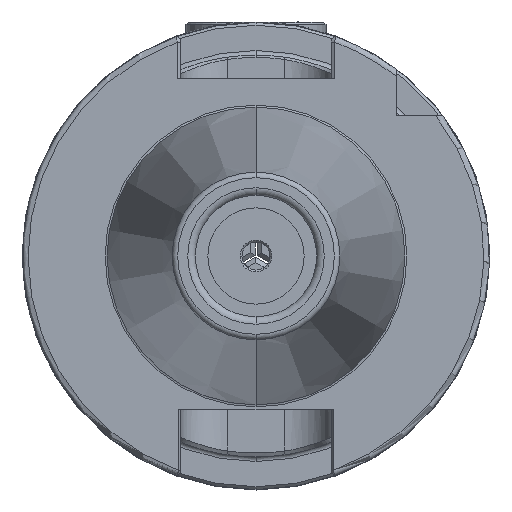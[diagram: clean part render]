
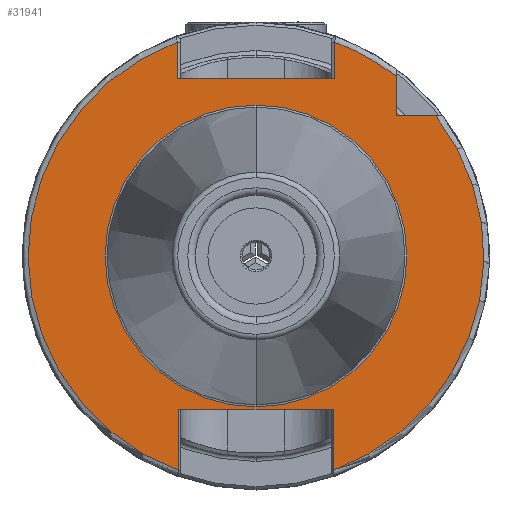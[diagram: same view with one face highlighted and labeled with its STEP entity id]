
A CAD part, front view. The second image highlights one B-rep face of the part: STEP entity #31941.
In plain terms, the highlighted planar face has unit normal (0, -1, 0).
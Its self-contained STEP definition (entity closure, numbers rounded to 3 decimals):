
#590 = VERTEX_POINT ( 'NONE', #18850 ) ;
#702 = VERTEX_POINT ( 'NONE', #35597 ) ;
#741 = ORIENTED_EDGE ( 'NONE', *, *, #28883, .T. ) ;
#1217 = CARTESIAN_POINT ( 'NONE',  ( 8.288, 0., -22.949 ) ) ;
#1662 = DIRECTION ( 'NONE',  ( 0., 1., 0. ) ) ;
#1848 = CARTESIAN_POINT ( 'NONE',  ( 0., 0., 16.15 ) ) ;
#2554 = LINE ( 'NONE', #9261, #35060 ) ;
#2961 = VERTEX_POINT ( 'NONE', #17075 ) ;
#3520 = DIRECTION ( 'NONE',  ( 0., 1., 0. ) ) ;
#3562 = LINE ( 'NONE', #16365, #11943 ) ;
#4450 = CARTESIAN_POINT ( 'NONE',  ( -8.434, 0., 23.034 ) ) ;
#4733 = AXIS2_PLACEMENT_3D ( 'NONE', #18501, #40416, #21697 ) ;
#5003 = CARTESIAN_POINT ( 'NONE',  ( 0., 0., -16.15 ) ) ;
#5086 = LINE ( 'NONE', #4450, #7040 ) ;
#5095 = AXIS2_PLACEMENT_3D ( 'NONE', #15012, #37077, #18267 ) ;
#5307 = CARTESIAN_POINT ( 'NONE',  ( -8.434, 0., 22.896 ) ) ;
#5398 = VERTEX_POINT ( 'NONE', #1217 ) ;
#5493 = CIRCLE ( 'NONE', #5095, 16.15 ) ;
#5775 = LINE ( 'NONE', #25109, #39264 ) ;
#6393 = FACE_BOUND ( 'NONE', #21766, .T. ) ;
#6511 = CARTESIAN_POINT ( 'NONE',  ( -8.05, 0., 19. ) ) ;
#6951 = ORIENTED_EDGE ( 'NONE', *, *, #16026, .T. ) ;
#7040 = VECTOR ( 'NONE', #13922, 1000. ) ;
#9004 = VERTEX_POINT ( 'NONE', #24416 ) ;
#9261 = CARTESIAN_POINT ( 'NONE',  ( 15., 0., 15. ) ) ;
#9327 = VECTOR ( 'NONE', #9588, 1000. ) ;
#9412 = CARTESIAN_POINT ( 'NONE',  ( 15., 0., 0. ) ) ;
#9588 = DIRECTION ( 'NONE',  ( 0., 0., 1. ) ) ;
#9737 = CARTESIAN_POINT ( 'NONE',  ( 8.288, 0., 0. ) ) ;
#10908 = CIRCLE ( 'NONE', #22255, 24.4 ) ;
#11203 = DIRECTION ( 'NONE',  ( 0., 0., 1. ) ) ;
#11346 = LINE ( 'NONE', #9412, #9327 ) ;
#11893 = EDGE_CURVE ( 'NONE', #702, #33915, #11346, .T. ) ;
#11943 = VECTOR ( 'NONE', #25729, 1000. ) ;
#13830 = ORIENTED_EDGE ( 'NONE', *, *, #16345, .F. ) ;
#13922 = DIRECTION ( 'NONE',  ( 0., 0., 1. ) ) ;
#14585 = AXIS2_PLACEMENT_3D ( 'NONE', #16717, #38729, #19952 ) ;
#15012 = CARTESIAN_POINT ( 'NONE',  ( 0., 0., 0. ) ) ;
#15066 = CARTESIAN_POINT ( 'NONE',  ( 8.434, 0., 19. ) ) ;
#15249 = EDGE_CURVE ( 'NONE', #9004, #28103, #30612, .T. ) ;
#15504 = LINE ( 'NONE', #9737, #23993 ) ;
#15591 = DIRECTION ( 'NONE',  ( 1., 0., 0. ) ) ;
#15850 = ORIENTED_EDGE ( 'NONE', *, *, #21340, .F. ) ;
#16026 = EDGE_CURVE ( 'NONE', #9004, #2961, #31560, .T. ) ;
#16029 = CARTESIAN_POINT ( 'NONE',  ( 16.15, 0., 0. ) ) ;
#16345 = EDGE_CURVE ( 'NONE', #37615, #5398, #10908, .T. ) ;
#16365 = CARTESIAN_POINT ( 'NONE',  ( -8.05, 0., -16.4 ) ) ;
#16558 = DIRECTION ( 'NONE',  ( 0., 1., 0. ) ) ;
#16717 = CARTESIAN_POINT ( 'NONE',  ( 0., 0., 0. ) ) ;
#17075 = CARTESIAN_POINT ( 'NONE',  ( -8.288, 0., -16.4 ) ) ;
#17282 = ORIENTED_EDGE ( 'NONE', *, *, #34031, .F. ) ;
#17518 = ORIENTED_EDGE ( 'NONE', *, *, #30202, .T. ) ;
#17775 = ORIENTED_EDGE ( 'NONE', *, *, #29685, .F. ) ;
#18267 = DIRECTION ( 'NONE',  ( 0., 0., 1. ) ) ;
#18501 = CARTESIAN_POINT ( 'NONE',  ( 0., 0., 0. ) ) ;
#18600 = CIRCLE ( 'NONE', #14585, 24.4 ) ;
#18756 = CARTESIAN_POINT ( 'NONE',  ( -8.434, 0., 19. ) ) ;
#18850 = CARTESIAN_POINT ( 'NONE',  ( 8.288, 0., -16.4 ) ) ;
#19952 = DIRECTION ( 'NONE',  ( 0., 0., 1. ) ) ;
#20343 = EDGE_CURVE ( 'NONE', #36653, #31270, #5775, .T. ) ;
#20613 = CARTESIAN_POINT ( 'NONE',  ( 0., 0., 0. ) ) ;
#21340 = EDGE_CURVE ( 'NONE', #36653, #33915, #18600, .T. ) ;
#21697 = DIRECTION ( 'NONE',  ( 0., 0., 1. ) ) ;
#21766 = EDGE_LOOP ( 'NONE', ( #37417, #17518 ) ) ;
#22255 = AXIS2_PLACEMENT_3D ( 'NONE', #20613, #1662, #23781 ) ;
#22439 = CARTESIAN_POINT ( 'NONE',  ( 8.434, 0., 22.896 ) ) ;
#23004 = VERTEX_POINT ( 'NONE', #1848 ) ;
#23193 = ORIENTED_EDGE ( 'NONE', *, *, #28407, .T. ) ;
#23333 = VECTOR ( 'NONE', #11203, 1000. ) ;
#23781 = DIRECTION ( 'NONE',  ( 0., 0., 1. ) ) ;
#23993 = VECTOR ( 'NONE', #31746, 1000. ) ;
#24021 = EDGE_CURVE ( 'NONE', #23004, #39131, #29735, .T. ) ;
#24416 = CARTESIAN_POINT ( 'NONE',  ( -8.288, 0., -22.949 ) ) ;
#25109 = CARTESIAN_POINT ( 'NONE',  ( 8.434, 0., 19. ) ) ;
#25376 = ORIENTED_EDGE ( 'NONE', *, *, #20343, .T. ) ;
#25561 = DIRECTION ( 'NONE',  ( 0., 0., 1. ) ) ;
#25729 = DIRECTION ( 'NONE',  ( 1., 0., 0. ) ) ;
#25948 = EDGE_CURVE ( 'NONE', #590, #5398, #15504, .T. ) ;
#27739 = EDGE_LOOP ( 'NONE', ( #17282, #23193, #40490, #6951, #741, #30641, #13830, #17775, #31748, #15850, #25376 ) ) ;
#27877 = VECTOR ( 'NONE', #31657, 1000. ) ;
#28103 = VERTEX_POINT ( 'NONE', #5307 ) ;
#28407 = EDGE_CURVE ( 'NONE', #31794, #28103, #5086, .T. ) ;
#28774 = CARTESIAN_POINT ( 'NONE',  ( 19.245, 0., 15. ) ) ;
#28883 = EDGE_CURVE ( 'NONE', #2961, #590, #3562, .T. ) ;
#29685 = EDGE_CURVE ( 'NONE', #702, #37615, #2554, .T. ) ;
#29735 = CIRCLE ( 'NONE', #35765, 16.15 ) ;
#30019 = CARTESIAN_POINT ( 'NONE',  ( -8.288, 0., 0. ) ) ;
#30202 = EDGE_CURVE ( 'NONE', #39131, #23004, #5493, .T. ) ;
#30612 = CIRCLE ( 'NONE', #4733, 24.4 ) ;
#30641 = ORIENTED_EDGE ( 'NONE', *, *, #25948, .T. ) ;
#31270 = VERTEX_POINT ( 'NONE', #15066 ) ;
#31460 = FACE_OUTER_BOUND ( 'NONE', #27739, .T. ) ;
#31560 = LINE ( 'NONE', #30019, #23333 ) ;
#31657 = DIRECTION ( 'NONE',  ( 1., 0., 0. ) ) ;
#31746 = DIRECTION ( 'NONE',  ( 0., 0., -1. ) ) ;
#31748 = ORIENTED_EDGE ( 'NONE', *, *, #11893, .T. ) ;
#31794 = VERTEX_POINT ( 'NONE', #18756 ) ;
#31941 = ADVANCED_FACE ( 'NONE', ( #6393, #31460 ), #34925, .F. ) ;
#33615 = CARTESIAN_POINT ( 'NONE',  ( 15., 0., 19.245 ) ) ;
#33915 = VERTEX_POINT ( 'NONE', #33615 ) ;
#34031 = EDGE_CURVE ( 'NONE', #31794, #31270, #36351, .T. ) ;
#34925 = PLANE ( 'NONE',  #37088 ) ;
#35060 = VECTOR ( 'NONE', #15591, 1000. ) ;
#35432 = CARTESIAN_POINT ( 'NONE',  ( 0., 0., 0. ) ) ;
#35597 = CARTESIAN_POINT ( 'NONE',  ( 15., 0., 15. ) ) ;
#35765 = AXIS2_PLACEMENT_3D ( 'NONE', #35432, #16558, #38585 ) ;
#36351 = LINE ( 'NONE', #6511, #27877 ) ;
#36653 = VERTEX_POINT ( 'NONE', #22439 ) ;
#37077 = DIRECTION ( 'NONE',  ( 0., 1., 0. ) ) ;
#37088 = AXIS2_PLACEMENT_3D ( 'NONE', #16029, #3520, #25561 ) ;
#37417 = ORIENTED_EDGE ( 'NONE', *, *, #24021, .T. ) ;
#37615 = VERTEX_POINT ( 'NONE', #28774 ) ;
#38585 = DIRECTION ( 'NONE',  ( 0., 0., 1. ) ) ;
#38729 = DIRECTION ( 'NONE',  ( 0., 1., 0. ) ) ;
#39131 = VERTEX_POINT ( 'NONE', #5003 ) ;
#39264 = VECTOR ( 'NONE', #40738, 1000. ) ;
#40416 = DIRECTION ( 'NONE',  ( 0., 1., 0. ) ) ;
#40490 = ORIENTED_EDGE ( 'NONE', *, *, #15249, .F. ) ;
#40738 = DIRECTION ( 'NONE',  ( 0., 0., -1. ) ) ;
